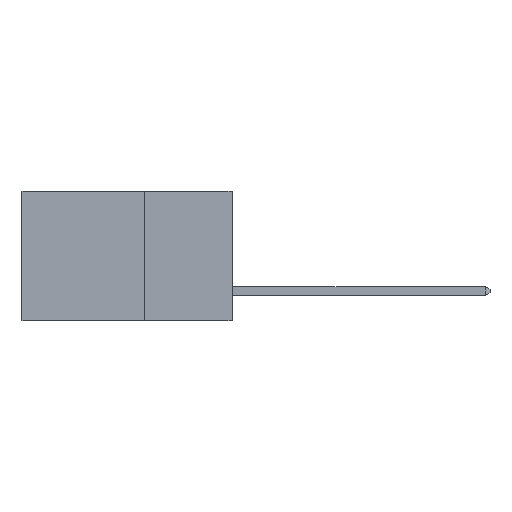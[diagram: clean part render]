
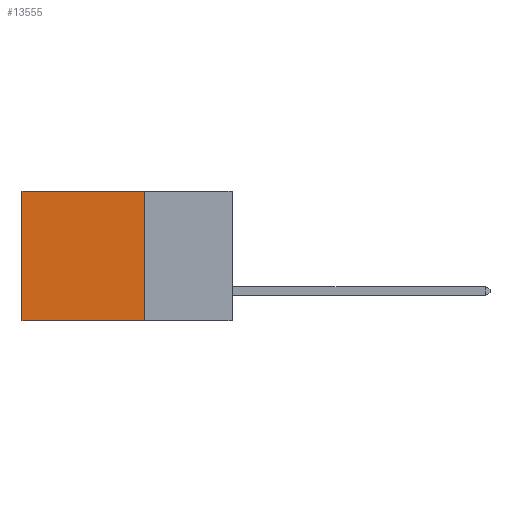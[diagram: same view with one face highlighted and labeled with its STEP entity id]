
A CAD part, left-side view. The second image highlights one B-rep face of the part: STEP entity #13555.
In plain terms, the highlighted planar face has unit normal (-1, 0, 0).
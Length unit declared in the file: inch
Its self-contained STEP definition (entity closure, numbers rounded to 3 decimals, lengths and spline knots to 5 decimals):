
#1437 = EDGE_CURVE ( 'NONE', #17878, #13245, #2706, .T. ) ;
#2706 = LINE ( 'NONE', #31069, #17700 ) ;
#3778 = LINE ( 'NONE', #5940, #18766 ) ;
#4182 = ORIENTED_EDGE ( 'NONE', *, *, #36460, .T. ) ;
#5289 = VECTOR ( 'NONE', #31906, 39.37008 ) ;
#5940 = CARTESIAN_POINT ( 'NONE',  ( 0.2875, 0.6, 0. ) ) ;
#7099 = ORIENTED_EDGE ( 'NONE', *, *, #23037, .F. ) ;
#7321 = FACE_OUTER_BOUND ( 'NONE', #9493, .T. ) ;
#7816 = DIRECTION ( 'NONE',  ( 1., 0., 0. ) ) ;
#8927 = DIRECTION ( 'NONE',  ( 0., 0., -1. ) ) ;
#9493 = EDGE_LOOP ( 'NONE', ( #4182, #16517, #7099, #17068 ) ) ;
#10085 = DIRECTION ( 'NONE',  ( 0., 1., 0. ) ) ;
#12143 = VERTEX_POINT ( 'NONE', #12490 ) ;
#12490 = CARTESIAN_POINT ( 'NONE',  ( 0.2875, 0.25, 0. ) ) ;
#13245 = VERTEX_POINT ( 'NONE', #33162 ) ;
#13555 = ADVANCED_FACE ( 'NONE', ( #7321 ), #25775, .F. ) ;
#14684 = VERTEX_POINT ( 'NONE', #33940 ) ;
#15102 = CARTESIAN_POINT ( 'NONE',  ( 0.2875, 0.25, 0. ) ) ;
#16517 = ORIENTED_EDGE ( 'NONE', *, *, #1437, .F. ) ;
#17068 = ORIENTED_EDGE ( 'NONE', *, *, #32921, .T. ) ;
#17700 = VECTOR ( 'NONE', #10085, 39.37008 ) ;
#17878 = VERTEX_POINT ( 'NONE', #31628 ) ;
#18766 = VECTOR ( 'NONE', #8927, 39.37008 ) ;
#21204 = LINE ( 'NONE', #28897, #5289 ) ;
#22591 = AXIS2_PLACEMENT_3D ( 'NONE', #22745, #7816, #28775 ) ;
#22745 = CARTESIAN_POINT ( 'NONE',  ( 0.2875, 0.25, 0. ) ) ;
#23037 = EDGE_CURVE ( 'NONE', #12143, #17878, #21204, .T. ) ;
#25632 = LINE ( 'NONE', #15102, #31711 ) ;
#25775 = PLANE ( 'NONE',  #22591 ) ;
#27183 = DIRECTION ( 'NONE',  ( 0., 1., 0. ) ) ;
#28775 = DIRECTION ( 'NONE',  ( 0., 0., -1. ) ) ;
#28897 = CARTESIAN_POINT ( 'NONE',  ( 0.2875, 0.25, 0. ) ) ;
#31069 = CARTESIAN_POINT ( 'NONE',  ( 0.2875, 0.25, -0.37 ) ) ;
#31628 = CARTESIAN_POINT ( 'NONE',  ( 0.2875, 0.25, -0.37 ) ) ;
#31711 = VECTOR ( 'NONE', #27183, 39.37008 ) ;
#31906 = DIRECTION ( 'NONE',  ( 0., 0., -1. ) ) ;
#32921 = EDGE_CURVE ( 'NONE', #12143, #14684, #25632, .T. ) ;
#33162 = CARTESIAN_POINT ( 'NONE',  ( 0.2875, 0.6, -0.37 ) ) ;
#33940 = CARTESIAN_POINT ( 'NONE',  ( 0.2875, 0.6, 0. ) ) ;
#36460 = EDGE_CURVE ( 'NONE', #14684, #13245, #3778, .T. ) ;
